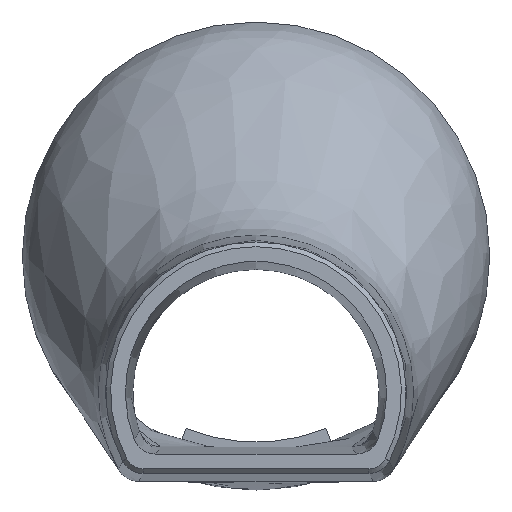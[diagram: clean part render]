
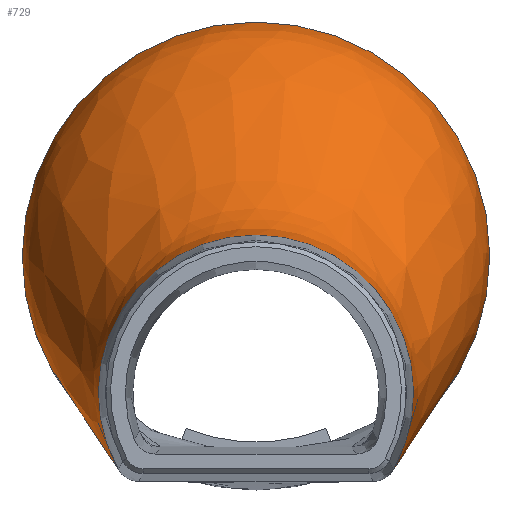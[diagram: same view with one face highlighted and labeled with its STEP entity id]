
A CAD part, top view. The second image highlights one B-rep face of the part: STEP entity #729.
In plain terms, the highlighted free-form (B-spline) face has degree [3, 3] with [18, 4] control points.
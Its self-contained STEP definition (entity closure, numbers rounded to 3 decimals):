
#59=CIRCLE('',#797,13.75);
#60=CIRCLE('',#798,20.4);
#61=CIRCLE('',#799,20.4);
#100=FACE_OUTER_BOUND('',#149,.T.);
#149=EDGE_LOOP('',(#606,#607,#608,#609,#610));
#189=B_SPLINE_CURVE_WITH_KNOTS('',3,(#1538,#1539,#1540,#1541,#1542,#1543,
#1544,#1545,#1546,#1547,#1548),.UNSPECIFIED.,.F.,.F.,(4,1,1,1,1,1,2,4),
(-2.89,-2.312,-1.734,-1.445,
-1.156,-0.578,0.,0.014),
 .UNSPECIFIED.);
#192=B_SPLINE_CURVE_WITH_KNOTS('',3,(#1632,#1633,#1634,#1635,#1636,#1637,
#1638,#1639,#1640,#1641,#1642),.UNSPECIFIED.,.F.,.F.,(4,2,1,1,1,1,1,4),
(-2.898,-2.883,-2.595,-2.307,
-1.73,-1.153,-0.576,0.),
 .UNSPECIFIED.);
#347=VERTEX_POINT('',#1536);
#348=VERTEX_POINT('',#1537);
#349=VERTEX_POINT('',#1562);
#350=VERTEX_POINT('',#1620);
#351=VERTEX_POINT('',#1715);
#438=EDGE_CURVE('',#347,#348,#189,.T.);
#442=EDGE_CURVE('',#349,#347,#59,.T.);
#444=EDGE_CURVE('',#350,#349,#192,.T.);
#445=EDGE_CURVE('',#350,#351,#60,.T.);
#446=EDGE_CURVE('',#351,#348,#61,.T.);
#606=ORIENTED_EDGE('',*,*,#438,.F.);
#607=ORIENTED_EDGE('',*,*,#442,.F.);
#608=ORIENTED_EDGE('',*,*,#444,.F.);
#609=ORIENTED_EDGE('',*,*,#445,.T.);
#610=ORIENTED_EDGE('',*,*,#446,.T.);
#694=B_SPLINE_SURFACE_WITH_KNOTS('',3,3,((#1643,#1644,#1645,#1646),(#1647,
#1648,#1649,#1650),(#1651,#1652,#1653,#1654),(#1655,#1656,#1657,#1658),
(#1659,#1660,#1661,#1662),(#1663,#1664,#1665,#1666),(#1667,#1668,#1669,
#1670),(#1671,#1672,#1673,#1674),(#1675,#1676,#1677,#1678),(#1679,#1680,
#1681,#1682),(#1683,#1684,#1685,#1686),(#1687,#1688,#1689,#1690),(#1691,
#1692,#1693,#1694),(#1695,#1696,#1697,#1698),(#1699,#1700,#1701,#1702),
(#1703,#1704,#1705,#1706),(#1707,#1708,#1709,#1710),(#1711,#1712,#1713,
#1714)),.UNSPECIFIED.,.F.,.F.,.F.,(4,1,1,1,1,1,1,1,1,1,1,1,1,1,1,4),(4,
4),(0.,0.071,0.143,0.19,0.286,
0.381,0.429,0.476,0.524,
0.571,0.619,0.714,0.786,
0.857,0.929,1.),(0.,1.),.UNSPECIFIED.);
#729=ADVANCED_FACE('',(#100),#694,.F.);
#797=AXIS2_PLACEMENT_3D('',#1564,#926,#927);
#798=AXIS2_PLACEMENT_3D('',#1716,#928,#929);
#799=AXIS2_PLACEMENT_3D('',#1717,#930,#931);
#926=DIRECTION('center_axis',(0.,0.,1.));
#927=DIRECTION('ref_axis',(0.826,-0.564,0.));
#928=DIRECTION('center_axis',(0.,0.,1.));
#929=DIRECTION('ref_axis',(1.,0.,0.));
#930=DIRECTION('center_axis',(0.,0.,1.));
#931=DIRECTION('ref_axis',(1.,0.,0.));
#1536=CARTESIAN_POINT('',(-11.991,-6.729,0.));
#1537=CARTESIAN_POINT('',(-15.889,-0.794,-28.));
#1538=CARTESIAN_POINT('Ctrl Pts',(-11.991,-6.729,0.));
#1539=CARTESIAN_POINT('Ctrl Pts',(-11.991,-6.729,-1.91));
#1540=CARTESIAN_POINT('Ctrl Pts',(-12.29,-6.291,-5.706));
#1541=CARTESIAN_POINT('Ctrl Pts',(-13.155,-5.01,-10.369));
#1542=CARTESIAN_POINT('Ctrl Pts',(-13.926,-3.843,-13.997));
#1543=CARTESIAN_POINT('Ctrl Pts',(-14.69,-2.669,-17.587));
#1544=CARTESIAN_POINT('Ctrl Pts',(-15.557,-1.314,-22.127));
#1545=CARTESIAN_POINT('Ctrl Pts',(-15.882,-0.805,
-25.954));
#1546=CARTESIAN_POINT('Ctrl Pts',(-15.889,-0.794,
-27.907));
#1547=CARTESIAN_POINT('Ctrl Pts',(-15.889,-0.794,
-27.953));
#1548=CARTESIAN_POINT('Ctrl Pts',(-15.889,-0.794,
-28.));
#1562=CARTESIAN_POINT('',(11.991,-6.729,0.));
#1564=CARTESIAN_POINT('Origin',(0.,0.,0.));
#1620=CARTESIAN_POINT('',(15.713,-1.01,-28.));
#1632=CARTESIAN_POINT('Ctrl Pts',(15.713,-1.01,-28.));
#1633=CARTESIAN_POINT('Ctrl Pts',(15.713,-1.01,-27.953));
#1634=CARTESIAN_POINT('Ctrl Pts',(15.713,-1.011,-27.907));
#1635=CARTESIAN_POINT('Ctrl Pts',(15.709,-1.016,-26.911));
#1636=CARTESIAN_POINT('Ctrl Pts',(15.632,-1.138,-25.009));
#1637=CARTESIAN_POINT('Ctrl Pts',(15.232,-1.773,-21.237));
#1638=CARTESIAN_POINT('Ctrl Pts',(14.409,-3.074,-16.697));
#1639=CARTESIAN_POINT('Ctrl Pts',(13.269,-4.833,-11.304));
#1640=CARTESIAN_POINT('Ctrl Pts',(12.273,-6.314,-5.696));
#1641=CARTESIAN_POINT('Ctrl Pts',(11.991,-6.729,-1.907));
#1642=CARTESIAN_POINT('Ctrl Pts',(11.991,-6.729,0.));
#1643=CARTESIAN_POINT('Ctrl Pts',(11.358,-7.75,0.));
#1644=CARTESIAN_POINT('Ctrl Pts',(11.358,-7.75,-10.045));
#1645=CARTESIAN_POINT('Ctrl Pts',(15.713,-1.01,-17.955));
#1646=CARTESIAN_POINT('Ctrl Pts',(15.713,-1.01,-28.));
#1647=CARTESIAN_POINT('Ctrl Pts',(12.158,-6.577,0.));
#1648=CARTESIAN_POINT('Ctrl Pts',(12.158,-6.577,-10.045));
#1649=CARTESIAN_POINT('Ctrl Pts',(16.262,-0.347,-17.955));
#1650=CARTESIAN_POINT('Ctrl Pts',(16.262,-0.347,-28.));
#1651=CARTESIAN_POINT('Ctrl Pts',(13.394,-3.98,0.));
#1652=CARTESIAN_POINT('Ctrl Pts',(13.394,-3.98,-10.045));
#1653=CARTESIAN_POINT('Ctrl Pts',(17.65,1.482,-17.955));
#1654=CARTESIAN_POINT('Ctrl Pts',(17.65,1.482,-28.));
#1655=CARTESIAN_POINT('Ctrl Pts',(13.904,-0.18,0.));
#1656=CARTESIAN_POINT('Ctrl Pts',(13.904,-0.18,-10.045));
#1657=CARTESIAN_POINT('Ctrl Pts',(19.513,5.469,-17.955));
#1658=CARTESIAN_POINT('Ctrl Pts',(19.513,5.469,-28.));
#1659=CARTESIAN_POINT('Ctrl Pts',(13.374,4.071,0.));
#1660=CARTESIAN_POINT('Ctrl Pts',(13.374,4.071,-10.045));
#1661=CARTESIAN_POINT('Ctrl Pts',(20.716,11.282,-17.955));
#1662=CARTESIAN_POINT('Ctrl Pts',(20.716,11.282,-28.));
#1663=CARTESIAN_POINT('Ctrl Pts',(11.341,8.461,0.));
#1664=CARTESIAN_POINT('Ctrl Pts',(11.341,8.461,-10.045));
#1665=CARTESIAN_POINT('Ctrl Pts',(19.992,19.206,-17.955));
#1666=CARTESIAN_POINT('Ctrl Pts',(19.992,19.206,-28.));
#1667=CARTESIAN_POINT('Ctrl Pts',(7.712,11.66,0.));
#1668=CARTESIAN_POINT('Ctrl Pts',(7.712,11.66,-10.045));
#1669=CARTESIAN_POINT('Ctrl Pts',(14.888,26.804,-17.955));
#1670=CARTESIAN_POINT('Ctrl Pts',(14.888,26.804,-28.));
#1671=CARTESIAN_POINT('Ctrl Pts',(4.223,13.188,0.));
#1672=CARTESIAN_POINT('Ctrl Pts',(4.223,13.188,-10.045));
#1673=CARTESIAN_POINT('Ctrl Pts',(8.529,30.815,-17.955));
#1674=CARTESIAN_POINT('Ctrl Pts',(8.529,30.815,-28.));
#1675=CARTESIAN_POINT('Ctrl Pts',(1.428,13.774,0.));
#1676=CARTESIAN_POINT('Ctrl Pts',(1.428,13.774,-10.045));
#1677=CARTESIAN_POINT('Ctrl Pts',(3.031,32.445,-17.955));
#1678=CARTESIAN_POINT('Ctrl Pts',(3.031,32.445,-28.));
#1679=CARTESIAN_POINT('Ctrl Pts',(-1.428,13.774,0.));
#1680=CARTESIAN_POINT('Ctrl Pts',(-1.428,13.774,-10.045));
#1681=CARTESIAN_POINT('Ctrl Pts',(-2.753,32.485,-17.955));
#1682=CARTESIAN_POINT('Ctrl Pts',(-2.753,32.485,-28.));
#1683=CARTESIAN_POINT('Ctrl Pts',(-4.223,13.188,0.));
#1684=CARTESIAN_POINT('Ctrl Pts',(-4.223,13.188,-10.045));
#1685=CARTESIAN_POINT('Ctrl Pts',(-8.269,30.931,-17.955));
#1686=CARTESIAN_POINT('Ctrl Pts',(-8.269,30.931,-28.));
#1687=CARTESIAN_POINT('Ctrl Pts',(-7.713,11.661,0.));
#1688=CARTESIAN_POINT('Ctrl Pts',(-7.713,11.661,-10.045));
#1689=CARTESIAN_POINT('Ctrl Pts',(-14.689,27.003,-17.955));
#1690=CARTESIAN_POINT('Ctrl Pts',(-14.689,27.003,-28.));
#1691=CARTESIAN_POINT('Ctrl Pts',(-10.976,8.78,0.));
#1692=CARTESIAN_POINT('Ctrl Pts',(-10.976,8.78,-10.045));
#1693=CARTESIAN_POINT('Ctrl Pts',(-19.363,20.242,-17.955));
#1694=CARTESIAN_POINT('Ctrl Pts',(-19.363,20.242,-28.));
#1695=CARTESIAN_POINT('Ctrl Pts',(-13.213,4.54,0.));
#1696=CARTESIAN_POINT('Ctrl Pts',(-13.213,4.54,-10.045));
#1697=CARTESIAN_POINT('Ctrl Pts',(-20.754,12.35,-17.955));
#1698=CARTESIAN_POINT('Ctrl Pts',(-20.754,12.35,-28.));
#1699=CARTESIAN_POINT('Ctrl Pts',(-13.969,0.295,0.));
#1700=CARTESIAN_POINT('Ctrl Pts',(-13.969,0.295,-10.045));
#1701=CARTESIAN_POINT('Ctrl Pts',(-19.832,6.229,-17.955));
#1702=CARTESIAN_POINT('Ctrl Pts',(-19.832,6.229,-28.));
#1703=CARTESIAN_POINT('Ctrl Pts',(-13.393,-3.98,0.));
#1704=CARTESIAN_POINT('Ctrl Pts',(-13.393,-3.98,-10.045));
#1705=CARTESIAN_POINT('Ctrl Pts',(-17.789,1.729,-17.955));
#1706=CARTESIAN_POINT('Ctrl Pts',(-17.789,1.729,-28.));
#1707=CARTESIAN_POINT('Ctrl Pts',(-12.158,-6.577,0.));
#1708=CARTESIAN_POINT('Ctrl Pts',(-12.158,-6.577,-10.045));
#1709=CARTESIAN_POINT('Ctrl Pts',(-16.429,-0.124,-17.955));
#1710=CARTESIAN_POINT('Ctrl Pts',(-16.429,-0.124,-28.));
#1711=CARTESIAN_POINT('Ctrl Pts',(-11.358,-7.75,0.));
#1712=CARTESIAN_POINT('Ctrl Pts',(-11.358,-7.75,-10.045));
#1713=CARTESIAN_POINT('Ctrl Pts',(-15.889,-0.794,
-17.955));
#1714=CARTESIAN_POINT('Ctrl Pts',(-15.889,-0.794,
-28.));
#1715=CARTESIAN_POINT('',(-20.4,12.,-28.));
#1716=CARTESIAN_POINT('Origin',(0.,12.,-28.));
#1717=CARTESIAN_POINT('Origin',(0.,12.,-28.));
